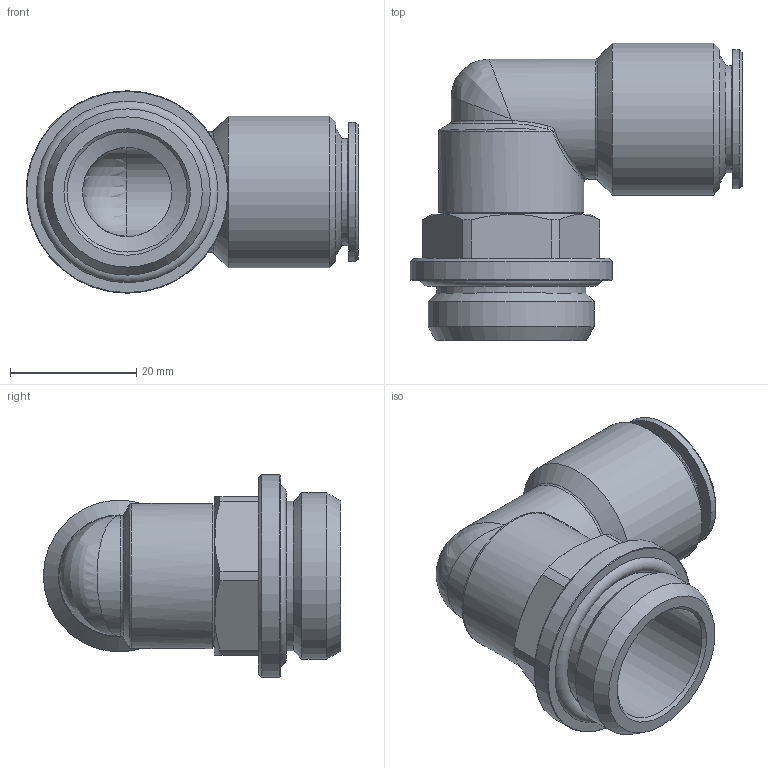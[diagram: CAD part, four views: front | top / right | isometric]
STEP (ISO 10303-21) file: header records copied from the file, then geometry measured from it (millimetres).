
FILE_DESCRIPTION(( 'MA.16.16.34.stp' ), '1');
FILE_NAME( 'MA.16.16.34.stp', '2021-02-22T11:54:42',( 'Sopra'),('sopra-pneumatic.com'), 'SwSTEP 2.0','SolidWorks 2009','' );
FILE_SCHEMA( ( 'CONFIG_CONTROL_DESIGN' ) );
Length unit declared in the file: metre
Products named in the file (2): A0060095; NONE
Assembly tree (1 placements, depth 2):
  A0060095
    NONE
Bounding box: 52.5 x 47 x 32 mm (x, y, z)
Volume: 16181.8 mm3; surface area: 10322.7 mm2
Topology: 1 solids, 1 shells, 62 faces, 147 edges, 89 vertices
Faces by surface type: cylinder 19, plane 16, cone 16, bspline 6, torus 4, sphere 1
Full cylindrical faces by diameter (mm): 14 x1, 14.1 x1, 16.15 x1, 16.95 x1, 19 x2, 22 x1, 23 x1, 23.6 x1, 24 x1, 26.3 x1, 32 x1
Entity records: 2241 total; most frequent: CARTESIAN_POINT 947, DIRECTION 254, ORIENTED_EDGE 214, AXIS2_PLACEMENT_3D 117, EDGE_CURVE 107, EDGE_LOOP 99, VERTEX_POINT 82, FACE_OUTER_BOUND 76
